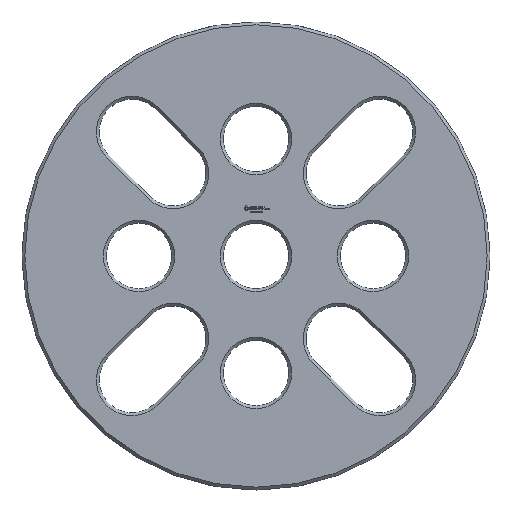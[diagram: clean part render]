
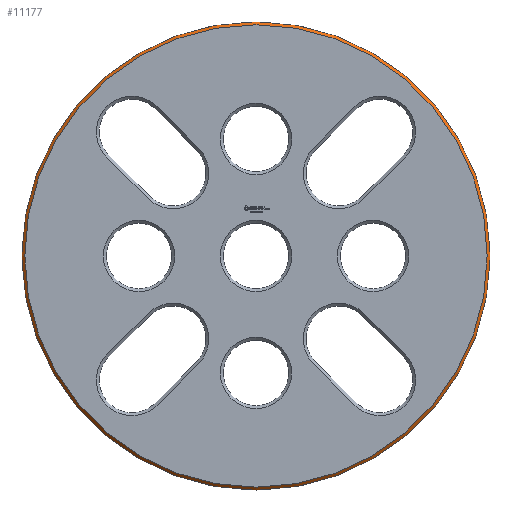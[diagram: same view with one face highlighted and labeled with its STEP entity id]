
A CAD part, top view. The second image highlights one B-rep face of the part: STEP entity #11177.
In plain terms, the highlighted conical face has half-angle 45 degrees and reference radius 25 mm.
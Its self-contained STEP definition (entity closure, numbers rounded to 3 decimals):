
#21 = EDGE_CURVE('',#22,#22,#24,.T.);
#22 = VERTEX_POINT('',#23);
#23 = CARTESIAN_POINT('',(24.7,0.,3.125));
#24 = SURFACE_CURVE('',#25,(#30,#42),.PCURVE_S1.);
#25 = CIRCLE('',#26,24.7);
#26 = AXIS2_PLACEMENT_3D('',#27,#28,#29);
#27 = CARTESIAN_POINT('',(0.,0.,3.125));
#28 = DIRECTION('',(0.,0.,-1.));
#29 = DIRECTION('',(1.,0.,0.));
#30 = PCURVE('',#31,#36);
#31 = PLANE('',#32);
#32 = AXIS2_PLACEMENT_3D('',#33,#34,#35);
#33 = CARTESIAN_POINT('',(0.,0.,3.125));
#34 = DIRECTION('',(0.,0.,-1.));
#35 = DIRECTION('',(1.,0.,0.));
#36 = DEFINITIONAL_REPRESENTATION('',(#37),#41);
#37 = CIRCLE('',#38,24.7);
#38 = AXIS2_PLACEMENT_2D('',#39,#40);
#39 = CARTESIAN_POINT('',(0.,0.));
#40 = DIRECTION('',(1.,0.));
#41 = ( GEOMETRIC_REPRESENTATION_CONTEXT(2) 
PARAMETRIC_REPRESENTATION_CONTEXT() REPRESENTATION_CONTEXT('2D SPACE',''
  ) );
#42 = PCURVE('',#43,#48);
#43 = CONICAL_SURFACE('',#44,25.,0.785);
#44 = AXIS2_PLACEMENT_3D('',#45,#46,#47);
#45 = CARTESIAN_POINT('',(0.,0.,2.825));
#46 = DIRECTION('',(0.,0.,-1.));
#47 = DIRECTION('',(1.,0.,0.));
#48 = DEFINITIONAL_REPRESENTATION('',(#49),#53);
#49 = LINE('',#50,#51);
#50 = CARTESIAN_POINT('',(0.,-0.3));
#51 = VECTOR('',#52,1.);
#52 = DIRECTION('',(1.,-0.));
#53 = ( GEOMETRIC_REPRESENTATION_CONTEXT(2) 
PARAMETRIC_REPRESENTATION_CONTEXT() REPRESENTATION_CONTEXT('2D SPACE',''
  ) );
#11177 = ADVANCED_FACE('',(#11178),#43,.T.);
#11178 = FACE_BOUND('',#11179,.F.);
#11179 = EDGE_LOOP('',(#11180,#11209,#11230,#11231));
#11180 = ORIENTED_EDGE('',*,*,#11181,.T.);
#11181 = EDGE_CURVE('',#11182,#11182,#11184,.T.);
#11182 = VERTEX_POINT('',#11183);
#11183 = CARTESIAN_POINT('',(25.,0.,2.825));
#11184 = SURFACE_CURVE('',#11185,(#11190,#11197),.PCURVE_S1.);
#11185 = CIRCLE('',#11186,25.);
#11186 = AXIS2_PLACEMENT_3D('',#11187,#11188,#11189);
#11187 = CARTESIAN_POINT('',(0.,0.,2.825));
#11188 = DIRECTION('',(0.,0.,-1.));
#11189 = DIRECTION('',(1.,0.,0.));
#11190 = PCURVE('',#43,#11191);
#11191 = DEFINITIONAL_REPRESENTATION('',(#11192),#11196);
#11192 = LINE('',#11193,#11194);
#11193 = CARTESIAN_POINT('',(0.,-0.));
#11194 = VECTOR('',#11195,1.);
#11195 = DIRECTION('',(1.,-0.));
#11196 = ( GEOMETRIC_REPRESENTATION_CONTEXT(2) 
PARAMETRIC_REPRESENTATION_CONTEXT() REPRESENTATION_CONTEXT('2D SPACE',''
  ) );
#11197 = PCURVE('',#11198,#11203);
#11198 = CYLINDRICAL_SURFACE('',#11199,25.);
#11199 = AXIS2_PLACEMENT_3D('',#11200,#11201,#11202);
#11200 = CARTESIAN_POINT('',(0.,0.,2.325));
#11201 = DIRECTION('',(0.,0.,1.));
#11202 = DIRECTION('',(1.,0.,0.));
#11203 = DEFINITIONAL_REPRESENTATION('',(#11204),#11208);
#11204 = LINE('',#11205,#11206);
#11205 = CARTESIAN_POINT('',(-0.,0.5));
#11206 = VECTOR('',#11207,1.);
#11207 = DIRECTION('',(-1.,0.));
#11208 = ( GEOMETRIC_REPRESENTATION_CONTEXT(2) 
PARAMETRIC_REPRESENTATION_CONTEXT() REPRESENTATION_CONTEXT('2D SPACE',''
  ) );
#11209 = ORIENTED_EDGE('',*,*,#11210,.T.);
#11210 = EDGE_CURVE('',#11182,#22,#11211,.T.);
#11211 = SEAM_CURVE('',#11212,(#11216,#11223),.PCURVE_S1.);
#11212 = LINE('',#11213,#11214);
#11213 = CARTESIAN_POINT('',(25.,0.,2.825));
#11214 = VECTOR('',#11215,1.);
#11215 = DIRECTION('',(-0.707,0.,
    0.707));
#11216 = PCURVE('',#43,#11217);
#11217 = DEFINITIONAL_REPRESENTATION('',(#11218),#11222);
#11218 = LINE('',#11219,#11220);
#11219 = CARTESIAN_POINT('',(0.,-0.));
#11220 = VECTOR('',#11221,1.);
#11221 = DIRECTION('',(0.,-1.));
#11222 = ( GEOMETRIC_REPRESENTATION_CONTEXT(2) 
PARAMETRIC_REPRESENTATION_CONTEXT() REPRESENTATION_CONTEXT('2D SPACE',''
  ) );
#11223 = PCURVE('',#43,#11224);
#11224 = DEFINITIONAL_REPRESENTATION('',(#11225),#11229);
#11225 = LINE('',#11226,#11227);
#11226 = CARTESIAN_POINT('',(6.283,-0.));
#11227 = VECTOR('',#11228,1.);
#11228 = DIRECTION('',(0.,-1.));
#11229 = ( GEOMETRIC_REPRESENTATION_CONTEXT(2) 
PARAMETRIC_REPRESENTATION_CONTEXT() REPRESENTATION_CONTEXT('2D SPACE',''
  ) );
#11230 = ORIENTED_EDGE('',*,*,#21,.F.);
#11231 = ORIENTED_EDGE('',*,*,#11210,.F.);
